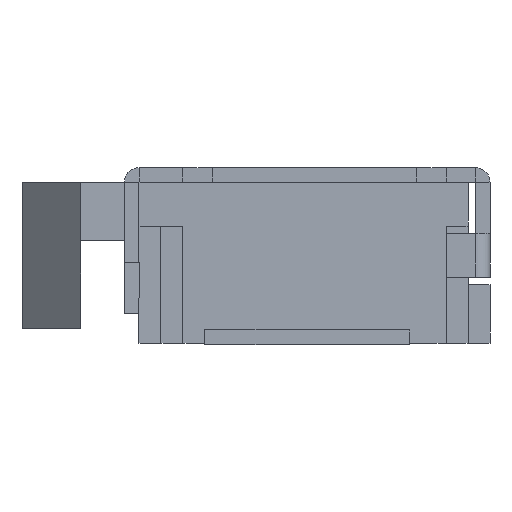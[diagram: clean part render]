
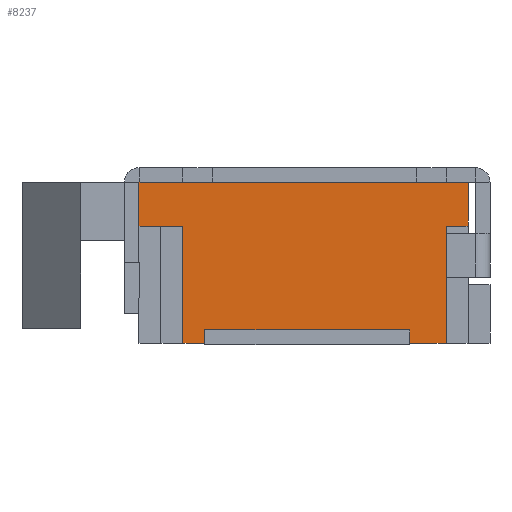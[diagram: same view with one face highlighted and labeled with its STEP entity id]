
A CAD part, left-side view. The second image highlights one B-rep face of the part: STEP entity #8237.
In plain terms, the highlighted planar face has unit normal (-1, 0, 0).
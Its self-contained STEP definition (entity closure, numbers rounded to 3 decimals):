
#443=FACE_OUTER_BOUND('',#887,.T.);
#887=EDGE_LOOP('',(#5322,#5323,#5324,#5325,#5326,#5327,#5328,#5329,#5330,
#5331,#5332,#5333));
#1382=LINE('',#11044,#2307);
#1406=LINE('',#11092,#2331);
#1453=LINE('',#11380,#2378);
#1459=LINE('',#11392,#2384);
#1460=LINE('',#11394,#2385);
#1461=LINE('',#11395,#2386);
#1462=LINE('',#11397,#2387);
#1463=LINE('',#11399,#2388);
#1464=LINE('',#11401,#2389);
#1465=LINE('',#11402,#2390);
#1466=LINE('',#11404,#2391);
#1467=LINE('',#11405,#2392);
#2307=VECTOR('',#9221,1000.);
#2331=VECTOR('',#9245,1000.);
#2378=VECTOR('',#9296,1000.);
#2384=VECTOR('',#9304,1000.);
#2385=VECTOR('',#9305,1000.);
#2386=VECTOR('',#9306,1000.);
#2387=VECTOR('',#9307,1000.);
#2388=VECTOR('',#9308,1000.);
#2389=VECTOR('',#9309,1000.);
#2390=VECTOR('',#9310,1000.);
#2391=VECTOR('',#9311,1000.);
#2392=VECTOR('',#9312,1000.);
#3212=VERTEX_POINT('',#11041);
#3213=VERTEX_POINT('',#11043);
#3236=VERTEX_POINT('',#11089);
#3237=VERTEX_POINT('',#11091);
#3289=VERTEX_POINT('',#11377);
#3290=VERTEX_POINT('',#11379);
#3295=VERTEX_POINT('',#11391);
#3296=VERTEX_POINT('',#11393);
#3297=VERTEX_POINT('',#11396);
#3298=VERTEX_POINT('',#11398);
#3299=VERTEX_POINT('',#11400);
#3300=VERTEX_POINT('',#11403);
#4000=EDGE_CURVE('',#3213,#3212,#1382,.T.);
#4024=EDGE_CURVE('',#3237,#3236,#1406,.T.);
#4081=EDGE_CURVE('',#3290,#3289,#1453,.T.);
#4087=EDGE_CURVE('',#3212,#3295,#1459,.T.);
#4088=EDGE_CURVE('',#3296,#3295,#1460,.T.);
#4089=EDGE_CURVE('',#3296,#3237,#1461,.T.);
#4090=EDGE_CURVE('',#3297,#3236,#1462,.T.);
#4091=EDGE_CURVE('',#3298,#3297,#1463,.T.);
#4092=EDGE_CURVE('',#3299,#3298,#1464,.T.);
#4093=EDGE_CURVE('',#3290,#3299,#1465,.T.);
#4094=EDGE_CURVE('',#3300,#3289,#1466,.T.);
#4095=EDGE_CURVE('',#3300,#3213,#1467,.T.);
#5322=ORIENTED_EDGE('',*,*,#4000,.T.);
#5323=ORIENTED_EDGE('',*,*,#4087,.T.);
#5324=ORIENTED_EDGE('',*,*,#4088,.F.);
#5325=ORIENTED_EDGE('',*,*,#4089,.T.);
#5326=ORIENTED_EDGE('',*,*,#4024,.T.);
#5327=ORIENTED_EDGE('',*,*,#4090,.F.);
#5328=ORIENTED_EDGE('',*,*,#4091,.F.);
#5329=ORIENTED_EDGE('',*,*,#4092,.F.);
#5330=ORIENTED_EDGE('',*,*,#4093,.F.);
#5331=ORIENTED_EDGE('',*,*,#4081,.T.);
#5332=ORIENTED_EDGE('',*,*,#4094,.F.);
#5333=ORIENTED_EDGE('',*,*,#4095,.T.);
#7484=PLANE('',#8699);
#8237=ADVANCED_FACE('',(#443),#7484,.F.);
#8699=AXIS2_PLACEMENT_3D('',#11390,#9302,#9303);
#9221=DIRECTION('',(0.,-1.,0.));
#9245=DIRECTION('',(0.,-1.,0.));
#9296=DIRECTION('',(0.,0.,-1.));
#9302=DIRECTION('center_axis',(1.,0.,0.));
#9303=DIRECTION('ref_axis',(0.,0.,-1.));
#9304=DIRECTION('',(0.,0.,1.));
#9305=DIRECTION('',(0.,1.,0.));
#9306=DIRECTION('',(0.,0.,-1.));
#9307=DIRECTION('',(0.,0.,-1.));
#9308=DIRECTION('',(0.,1.,0.));
#9309=DIRECTION('',(0.,0.,-1.));
#9310=DIRECTION('',(0.,-1.,0.));
#9311=DIRECTION('',(0.,1.,0.));
#9312=DIRECTION('',(0.,0.,-1.));
#11041=CARTESIAN_POINT('',(-1.5,0.35,0.));
#11043=CARTESIAN_POINT('',(-1.5,0.5,0.));
#11044=CARTESIAN_POINT('',(-1.5,0.8,0.));
#11089=CARTESIAN_POINT('',(-1.5,-1.3,0.));
#11091=CARTESIAN_POINT('',(-1.5,-1.05,0.));
#11092=CARTESIAN_POINT('',(-1.5,0.8,0.));
#11377=CARTESIAN_POINT('',(-1.5,0.8,0.8));
#11379=CARTESIAN_POINT('',(-1.5,0.8,1.1));
#11380=CARTESIAN_POINT('',(-1.5,0.8,1.1));
#11390=CARTESIAN_POINT('Origin',(-1.5,0.8,1.1));
#11391=CARTESIAN_POINT('',(-1.5,0.35,0.09));
#11392=CARTESIAN_POINT('',(-1.5,0.35,1.1));
#11393=CARTESIAN_POINT('',(-1.5,-1.05,0.09));
#11394=CARTESIAN_POINT('',(-1.5,0.8,0.09));
#11395=CARTESIAN_POINT('',(-1.5,-1.05,1.1));
#11396=CARTESIAN_POINT('',(-1.5,-1.3,0.8));
#11397=CARTESIAN_POINT('',(-1.5,-1.3,0.8));
#11398=CARTESIAN_POINT('',(-1.5,-1.45,0.8));
#11399=CARTESIAN_POINT('',(-1.5,-1.6,0.8));
#11400=CARTESIAN_POINT('',(-1.5,-1.45,1.1));
#11401=CARTESIAN_POINT('',(-1.5,-1.45,1.1));
#11402=CARTESIAN_POINT('',(-1.5,0.8,1.1));
#11403=CARTESIAN_POINT('',(-1.5,0.5,0.8));
#11404=CARTESIAN_POINT('',(-1.5,0.8,0.8));
#11405=CARTESIAN_POINT('',(-1.5,0.5,0.8));
